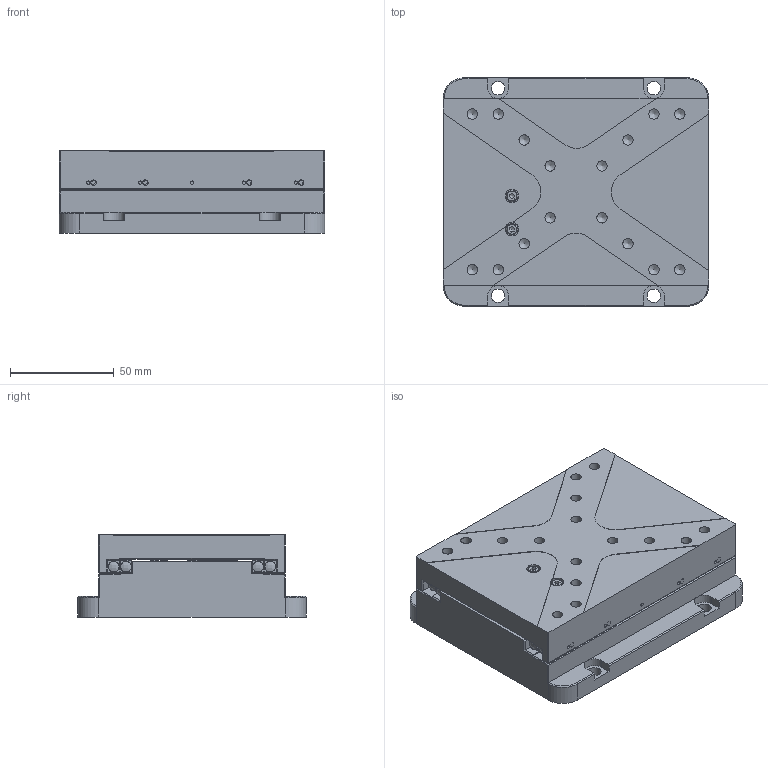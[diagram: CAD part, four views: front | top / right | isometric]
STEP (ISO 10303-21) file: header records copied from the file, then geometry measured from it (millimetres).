
FILE_DESCRIPTION (( 'STEP AP203' ), '1' );
FILE_NAME ('FMS90R-25_1.STEP', '2023-09-27T09:08:02', ( 'Windows User' ), ( 'P R C' ), 'SwSTEP 2.0', 'SolidWorks 2020', '' );
FILE_SCHEMA (( 'CONFIG_CONTROL_DESIGN' ));
Products named in the file (1): FMS90R-25_1
Bounding box: 128.06 x 110 x 39.6 mm (x, y, z)
Surface area: 131109.3 mm2 (no closed solid volume)
Topology: 0 solids, 57 shells, 2881 faces, 7481 edges, 4848 vertices
Faces by surface type: plane 1773, cylinder 629, cone 346, bspline 107, torus 26
Full cylindrical faces by diameter (mm): 0.1 x1, 0.35 x1, 0.8 x6, 1 x16, 1.25 x4, 1.6 x32, 1.8 x2, 2 x52, 2.05 x3, 2.4 x10, 2.5 x54, 2.55 x35, 2.9 x2, 3 x24, 3.35 x4, 3.4 x4, 3.5 x5, 3.6 x2, 3.8 x2, 4 x2, 4.4 x36, 4.5 x4, 4.7 x1, 5 x17, 5.5 x12, 6 x8, 6.4 x1, 6.5 x6, 7 x1, 7.5 x1
Entity records: 89180 total; most frequent: CARTESIAN_POINT 23726, ORIENTED_EDGE 12944, DIRECTION 12754, EDGE_CURVE 6474, VERTEX_POINT 4522, AXIS2_PLACEMENT_3D 4259, LINE 4236, VECTOR 4236
